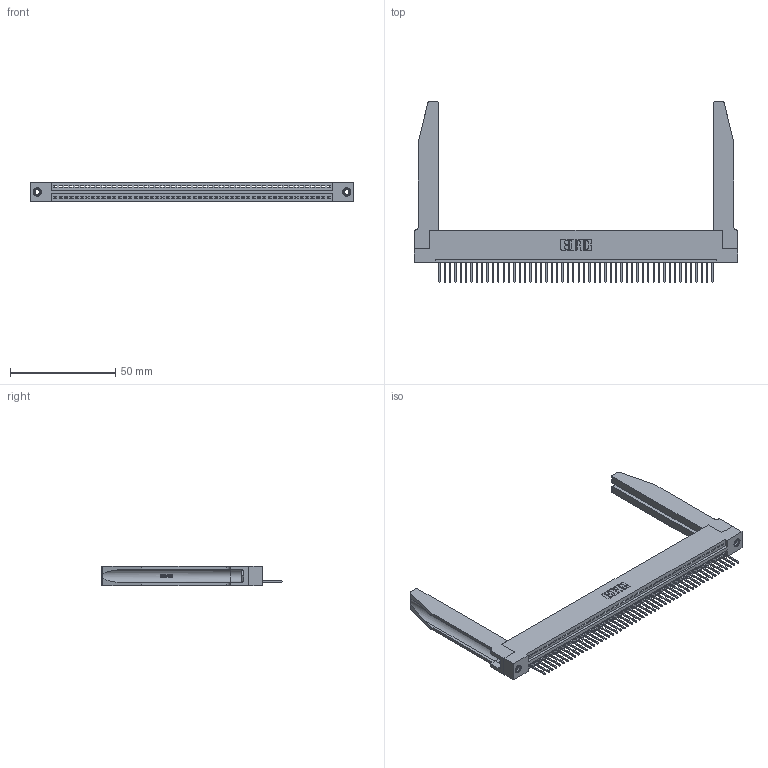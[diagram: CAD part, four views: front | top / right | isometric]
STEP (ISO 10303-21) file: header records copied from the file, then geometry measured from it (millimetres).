
FILE_DESCRIPTION (( 'STEP AP203' ), '1' );
FILE_NAME ('345-052-523-178.STEP', '2019-10-09T17:50:26', ( '' ), ( '' ), 'SwSTEP 2.0', 'SolidWorks 2016', '' );
FILE_SCHEMA (( 'CONFIG_CONTROL_DESIGN' ));
Length unit declared in the file: inch
Products named in the file (5): 345-052-523-178; 345-220-078_345-220-078; 345-292-001_345-293-123; 345 Part_Flush Mounting Lugs - 0.156 Dia-TH; 345-250-001_345-250-001-102
Assembly tree (57 placements, depth 2):
  345-052-523-178
    345 Part_Flush Mounting Lugs - 0.156 Dia-TH
    345-292-001_345-293-123  x52
    345-250-001_345-250-001-102  x2
    345-220-078_345-220-078  x2
Bounding box: 153.31 x 85.78 x 9.4 mm (x, y, z)
Volume: 22394.2 mm3; surface area: 26471.8 mm2
Topology: 57 solids, 57 shells, 3376 faces, 10101 edges, 6654 vertices
Faces by surface type: plane 2302, cylinder 1022, bspline 36, cone 12, torus 4
Entity records: 42548 total; most frequent: CARTESIAN_POINT 8267, ORIENTED_EDGE 7150, DIRECTION 6213, EDGE_CURVE 3575, VECTOR 3141, LINE 3141, VERTEX_POINT 2376, AXIS2_PLACEMENT_3D 1536
